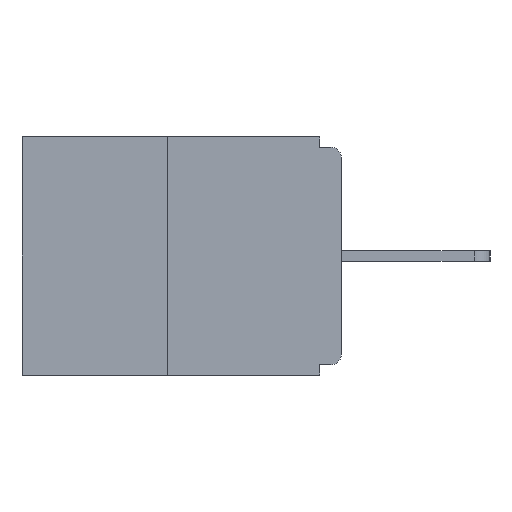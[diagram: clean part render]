
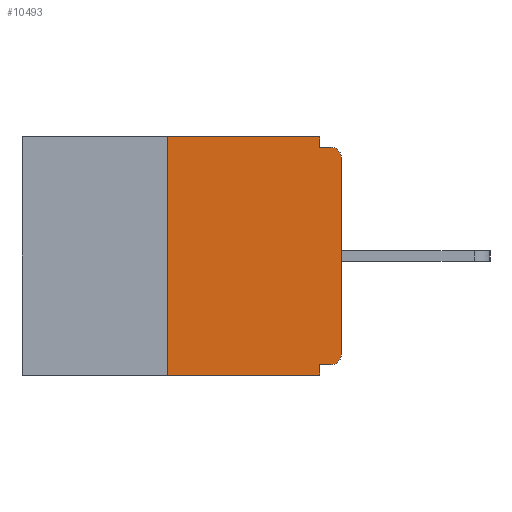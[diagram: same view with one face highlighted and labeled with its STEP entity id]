
A CAD part, left-side view. The second image highlights one B-rep face of the part: STEP entity #10493.
In plain terms, the highlighted planar face has unit normal (-1, 0, 0).
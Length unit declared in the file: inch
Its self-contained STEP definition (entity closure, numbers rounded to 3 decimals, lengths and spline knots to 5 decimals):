
#50 = ORIENTED_EDGE ( 'NONE', *, *, #10339, .T. ) ;
#110 = DIRECTION ( 'NONE',  ( 0., 1., 0. ) ) ;
#114 = CARTESIAN_POINT ( 'NONE',  ( 0., 0., -0.328 ) ) ;
#689 = VERTEX_POINT ( 'NONE', #10743 ) ;
#799 = AXIS2_PLACEMENT_3D ( 'NONE', #8693, #3649, #10632 ) ;
#838 = VERTEX_POINT ( 'NONE', #10487 ) ;
#848 = CARTESIAN_POINT ( 'NONE',  ( 0., 0.015, -0.313 ) ) ;
#1384 = ORIENTED_EDGE ( 'NONE', *, *, #9269, .T. ) ;
#1413 = LINE ( 'NONE', #11724, #6522 ) ;
#1466 = LINE ( 'NONE', #12727, #6563 ) ;
#1575 = PLANE ( 'NONE',  #799 ) ;
#1857 = ORIENTED_EDGE ( 'NONE', *, *, #6567, .F. ) ;
#1869 = EDGE_CURVE ( 'NONE', #838, #10891, #1466, .T. ) ;
#1898 = DIRECTION ( 'NONE',  ( 0., 0., -1. ) ) ;
#1936 = FACE_OUTER_BOUND ( 'NONE', #2514, .T. ) ;
#2494 = ORIENTED_EDGE ( 'NONE', *, *, #3537, .T. ) ;
#2514 = EDGE_LOOP ( 'NONE', ( #6028, #4285, #1384, #1857, #4951, #10228, #2494, #50, #3474, #5425 ) ) ;
#2553 = VERTEX_POINT ( 'NONE', #9353 ) ;
#2699 = CARTESIAN_POINT ( 'NONE',  ( 0., 0.031, -0.343 ) ) ;
#2948 = CARTESIAN_POINT ( 'NONE',  ( 0., 0.031, -0.343 ) ) ;
#3151 = EDGE_CURVE ( 'NONE', #6927, #838, #8598, .T. ) ;
#3333 = EDGE_CURVE ( 'NONE', #3773, #2553, #6672, .T. ) ;
#3411 = CARTESIAN_POINT ( 'NONE',  ( 0., 0.015, -0.03 ) ) ;
#3428 = LINE ( 'NONE', #9342, #8526 ) ;
#3474 = ORIENTED_EDGE ( 'NONE', *, *, #1869, .F. ) ;
#3537 = EDGE_CURVE ( 'NONE', #7194, #7249, #1413, .T. ) ;
#3649 = DIRECTION ( 'NONE',  ( 1., 0., 0. ) ) ;
#3773 = VERTEX_POINT ( 'NONE', #11100 ) ;
#3797 = DIRECTION ( 'NONE',  ( 0., 0., 1. ) ) ;
#3908 = DIRECTION ( 'NONE',  ( 0., 0., 1. ) ) ;
#4285 = ORIENTED_EDGE ( 'NONE', *, *, #11847, .F. ) ;
#4474 = DIRECTION ( 'NONE',  ( 0., 0., -1. ) ) ;
#4951 = ORIENTED_EDGE ( 'NONE', *, *, #3333, .F. ) ;
#5062 = EDGE_CURVE ( 'NONE', #689, #6927, #3428, .T. ) ;
#5425 = ORIENTED_EDGE ( 'NONE', *, *, #3151, .F. ) ;
#5506 = VERTEX_POINT ( 'NONE', #2948 ) ;
#5900 = AXIS2_PLACEMENT_3D ( 'NONE', #3411, #10428, #4474 ) ;
#6028 = ORIENTED_EDGE ( 'NONE', *, *, #5062, .F. ) ;
#6108 = CIRCLE ( 'NONE', #9140, 0.015 ) ;
#6522 = VECTOR ( 'NONE', #3797, 39.37008 ) ;
#6563 = VECTOR ( 'NONE', #12688, 39.37008 ) ;
#6567 = EDGE_CURVE ( 'NONE', #2553, #5506, #7676, .T. ) ;
#6672 = LINE ( 'NONE', #114, #11598 ) ;
#6690 = EDGE_CURVE ( 'NONE', #3773, #7194, #6108, .T. ) ;
#6927 = VERTEX_POINT ( 'NONE', #11271 ) ;
#7194 = VERTEX_POINT ( 'NONE', #10711 ) ;
#7249 = VERTEX_POINT ( 'NONE', #12732 ) ;
#7525 = CARTESIAN_POINT ( 'NONE',  ( 0., 0.031, 0. ) ) ;
#7608 = DIRECTION ( 'NONE',  ( 0., 0., -1. ) ) ;
#7676 = LINE ( 'NONE', #2699, #12548 ) ;
#7843 = VERTEX_POINT ( 'NONE', #11580 ) ;
#7949 = LINE ( 'NONE', #9899, #8287 ) ;
#7997 = DIRECTION ( 'NONE',  ( -1., 0., 0. ) ) ;
#8287 = VECTOR ( 'NONE', #3908, 39.37008 ) ;
#8289 = VECTOR ( 'NONE', #7608, 39.37008 ) ;
#8526 = VECTOR ( 'NONE', #10304, 39.37008 ) ;
#8598 = LINE ( 'NONE', #7525, #8289 ) ;
#8693 = CARTESIAN_POINT ( 'NONE',  ( 0., 0.46, 0. ) ) ;
#8895 = DIRECTION ( 'NONE',  ( 0., -1., 0. ) ) ;
#9140 = AXIS2_PLACEMENT_3D ( 'NONE', #848, #7997, #1898 ) ;
#9269 = EDGE_CURVE ( 'NONE', #7843, #5506, #10082, .T. ) ;
#9342 = CARTESIAN_POINT ( 'NONE',  ( 0., 0.46, 0. ) ) ;
#9353 = CARTESIAN_POINT ( 'NONE',  ( 0., 0.031, -0.328 ) ) ;
#9899 = CARTESIAN_POINT ( 'NONE',  ( 0., 0.25, 0. ) ) ;
#10082 = LINE ( 'NONE', #11749, #12340 ) ;
#10228 = ORIENTED_EDGE ( 'NONE', *, *, #6690, .T. ) ;
#10304 = DIRECTION ( 'NONE',  ( 0., -1., 0. ) ) ;
#10339 = EDGE_CURVE ( 'NONE', #7249, #10891, #11277, .T. ) ;
#10428 = DIRECTION ( 'NONE',  ( -1., 0., 0. ) ) ;
#10487 = CARTESIAN_POINT ( 'NONE',  ( 0., 0.031, -0.015 ) ) ;
#10493 = ADVANCED_FACE ( 'NONE', ( #1936 ), #1575, .F. ) ;
#10632 = DIRECTION ( 'NONE',  ( 0., 0., -1. ) ) ;
#10711 = CARTESIAN_POINT ( 'NONE',  ( 0., 0., -0.313 ) ) ;
#10743 = CARTESIAN_POINT ( 'NONE',  ( 0., 0.25, 0. ) ) ;
#10891 = VERTEX_POINT ( 'NONE', #12195 ) ;
#11100 = CARTESIAN_POINT ( 'NONE',  ( 0., 0.015, -0.328 ) ) ;
#11271 = CARTESIAN_POINT ( 'NONE',  ( 0., 0.031, 0. ) ) ;
#11277 = CIRCLE ( 'NONE', #5900, 0.015 ) ;
#11580 = CARTESIAN_POINT ( 'NONE',  ( 0., 0.25, -0.343 ) ) ;
#11598 = VECTOR ( 'NONE', #110, 39.37008 ) ;
#11661 = DIRECTION ( 'NONE',  ( 0., 0., -1. ) ) ;
#11724 = CARTESIAN_POINT ( 'NONE',  ( 0., 0., 0. ) ) ;
#11749 = CARTESIAN_POINT ( 'NONE',  ( 0., 0.46, -0.343 ) ) ;
#11847 = EDGE_CURVE ( 'NONE', #7843, #689, #7949, .T. ) ;
#12195 = CARTESIAN_POINT ( 'NONE',  ( 0., 0.015, -0.015 ) ) ;
#12340 = VECTOR ( 'NONE', #8895, 39.37008 ) ;
#12548 = VECTOR ( 'NONE', #11661, 39.37008 ) ;
#12688 = DIRECTION ( 'NONE',  ( 0., -1., 0. ) ) ;
#12727 = CARTESIAN_POINT ( 'NONE',  ( 0., 0., -0.015 ) ) ;
#12732 = CARTESIAN_POINT ( 'NONE',  ( 0., 0., -0.03 ) ) ;
